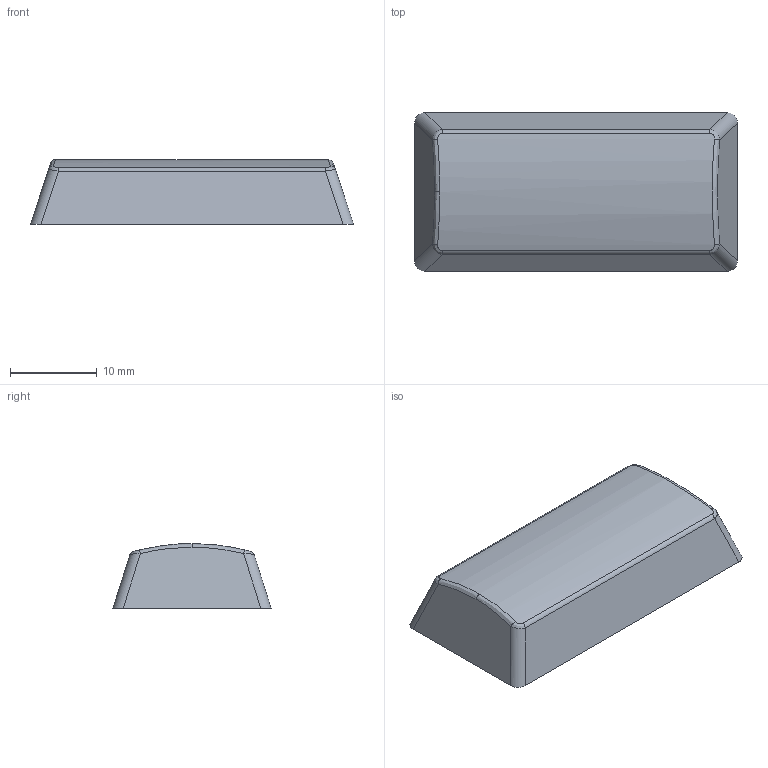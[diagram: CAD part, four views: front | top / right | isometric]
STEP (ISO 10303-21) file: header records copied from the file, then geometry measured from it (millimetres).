
FILE_DESCRIPTION(('HOOPS Exchange Step'),'2;1');
FILE_NAME('temp_export','2023-12-27T16:48:27-05:00',('jscotto'),('Shapr3D Limited'),'HOOPS Exchange 2023.2','Shapr3D','Authorized');
FILE_SCHEMA( ('AUTOMOTIVE_DESIGN { 1 0 10303 214 1 1 1 1 }') );
Length unit declared in the file: millimetre
Products named in the file (1): 2.00u (Convex)
Bounding box: 37.35 x 18.3 x 7.5 mm (x, y, z)
Volume: 2164.8 mm3; surface area: 2583.1 mm2
Topology: 1 solids, 1 shells, 105 faces, 251 edges, 155 vertices
Faces by surface type: plane 88, cylinder 10, bspline 7
Full cylindrical faces by diameter (mm): 5.6 x3
Entity records: 4179 total; most frequent: CARTESIAN_POINT 1746, ORIENTED_EDGE 502, DIRECTION 471, EDGE_CURVE 251, VECTOR 211, LINE 211, VERTEX_POINT 155, AXIS2_PLACEMENT_3D 130
